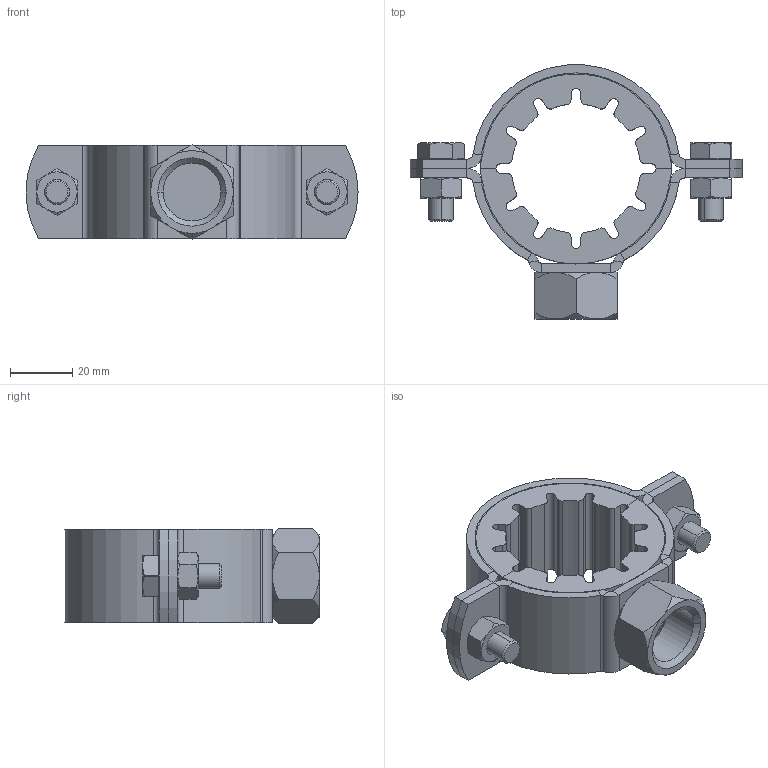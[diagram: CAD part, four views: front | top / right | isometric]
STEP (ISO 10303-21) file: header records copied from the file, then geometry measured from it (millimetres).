
FILE_DESCRIPTION (( 'STEP AP214' ), '1' );
FILE_NAME ('51.824K.STEP', '2024-03-25T13:34:39', ( '' ), ( '' ), 'SwSTEP 2.0', 'SolidWorks 2023', '' );
FILE_SCHEMA (( 'AUTOMOTIVE_DESIGN' ));
Length unit declared in the file: millimetre
Products named in the file (1): 51.824K
Bounding box: 107 x 81.88 x 30.6 mm (x, y, z)
Surface area: 32146.9 mm2 (no closed solid volume)
Topology: 0 solids, 13 shells, 247 faces, 673 edges, 430 vertices
Faces by surface type: plane 100, cylinder 93, cone 54
Entity records: 8073 total; most frequent: CARTESIAN_POINT 1873, DIRECTION 1359, ORIENTED_EDGE 1196, EDGE_CURVE 673, AXIS2_PLACEMENT_3D 520, VERTEX_POINT 430, LINE 319, VECTOR 319
